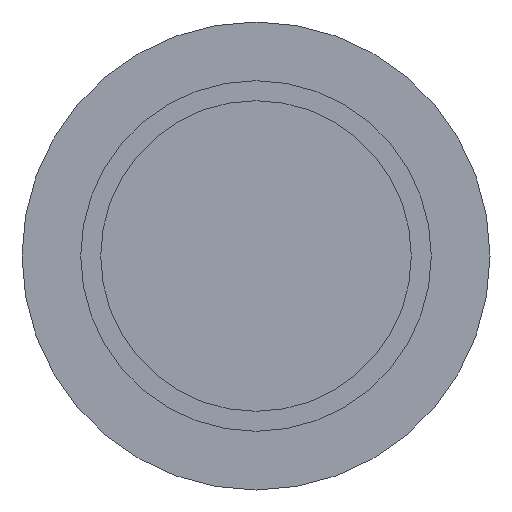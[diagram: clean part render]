
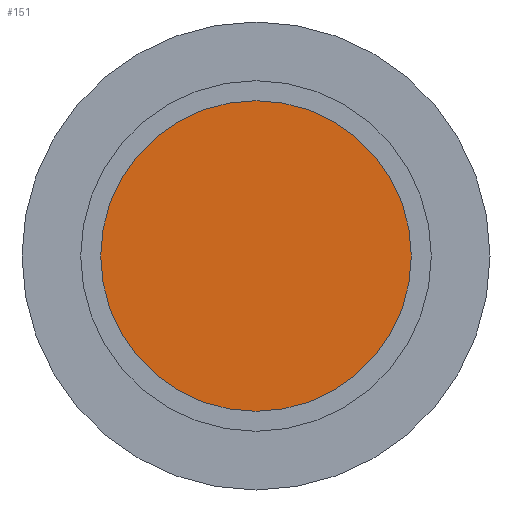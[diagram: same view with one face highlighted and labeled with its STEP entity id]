
A CAD part, front view. The second image highlights one B-rep face of the part: STEP entity #151.
In plain terms, the highlighted planar face has unit normal (0, -1, 0).
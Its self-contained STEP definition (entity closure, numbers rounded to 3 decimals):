
#32=FACE_OUTER_BOUND('',#41,.T.);
#41=EDGE_LOOP('',(#105,#106));
#52=CIRCLE('',#181,18.25);
#53=CIRCLE('',#182,18.25);
#68=VERTEX_POINT('',#264);
#69=VERTEX_POINT('',#265);
#84=EDGE_CURVE('',#68,#69,#52,.T.);
#85=EDGE_CURVE('',#69,#68,#53,.T.);
#105=ORIENTED_EDGE('',*,*,#84,.F.);
#106=ORIENTED_EDGE('',*,*,#85,.F.);
#147=PLANE('',#180);
#151=ADVANCED_FACE('',(#32),#147,.T.);
#180=AXIS2_PLACEMENT_3D('',#263,#207,#208);
#181=AXIS2_PLACEMENT_3D('',#266,#209,#210);
#182=AXIS2_PLACEMENT_3D('',#267,#211,#212);
#207=DIRECTION('center_axis',(0.,-1.,0.));
#208=DIRECTION('ref_axis',(0.,0.,-1.));
#209=DIRECTION('center_axis',(0.,1.,0.));
#210=DIRECTION('ref_axis',(1.,0.,0.));
#211=DIRECTION('center_axis',(0.,1.,0.));
#212=DIRECTION('ref_axis',(1.,0.,0.));
#263=CARTESIAN_POINT('Origin',(-18.25,0.,0.));
#264=CARTESIAN_POINT('',(-18.25,0.,0.));
#265=CARTESIAN_POINT('',(18.25,0.,0.));
#266=CARTESIAN_POINT('Origin',(0.,0.,0.));
#267=CARTESIAN_POINT('Origin',(0.,0.,0.));
